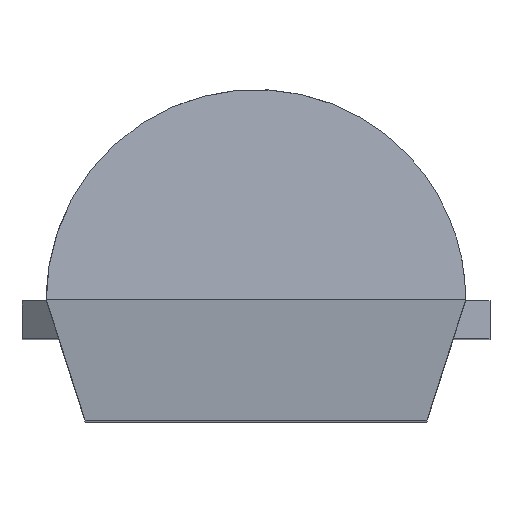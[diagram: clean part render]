
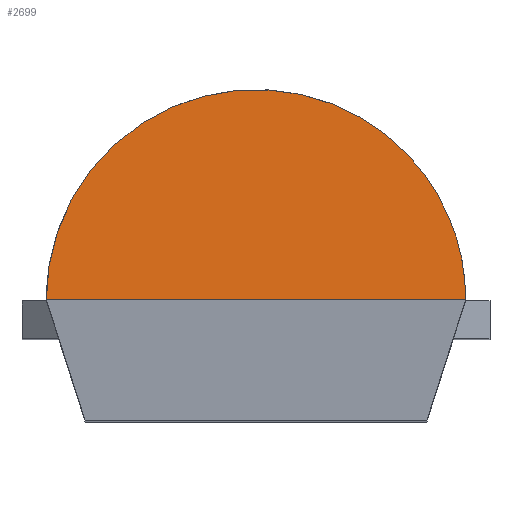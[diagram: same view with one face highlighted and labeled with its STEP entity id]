
A CAD part, top view. The second image highlights one B-rep face of the part: STEP entity #2699.
In plain terms, the highlighted planar face has unit normal (0, 0.08, 0.997).
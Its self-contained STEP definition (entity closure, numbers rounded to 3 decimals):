
#193 = CARTESIAN_POINT ( 'NONE',  ( -2.5, 0., 8. ) ) ;
#488 = CARTESIAN_POINT ( 'NONE',  ( 2.5, 5., 7.6 ) ) ;
#519 = EDGE_LOOP ( 'NONE', ( #3269, #2410 ) ) ;
#527 = EDGE_CURVE ( 'NONE', #2148, #1706, #1671, .T. ) ;
#713 = FACE_OUTER_BOUND ( 'NONE', #519, .T. ) ;
#1031 = CARTESIAN_POINT ( 'NONE',  ( -2.5, 0., 8. ) ) ;
#1245 =( BOUNDED_CURVE ( )  B_SPLINE_CURVE ( 3, ( #1031, #2103, #488, #3172 ),
 .UNSPECIFIED., .F., .T. ) 
 B_SPLINE_CURVE_WITH_KNOTS ( ( 4, 4 ),
 ( 4.712, 7.854 ),
 .UNSPECIFIED. ) 
 CURVE ( )  GEOMETRIC_REPRESENTATION_ITEM ( )  RATIONAL_B_SPLINE_CURVE ( ( 1., 0.333, 0.333, 1. ) ) 
 REPRESENTATION_ITEM ( '' )  );
#1415 = CARTESIAN_POINT ( 'NONE',  ( -2.5, 0., 8. ) ) ;
#1671 = LINE ( 'NONE', #1415, #3017 ) ;
#1692 = AXIS2_PLACEMENT_3D ( 'NONE', #193, #2928, #3444 ) ;
#1706 = VERTEX_POINT ( 'NONE', #1842 ) ;
#1761 = CARTESIAN_POINT ( 'NONE',  ( -2.5, 0., 8. ) ) ;
#1842 = CARTESIAN_POINT ( 'NONE',  ( 2.5, 0., 8. ) ) ;
#2103 = CARTESIAN_POINT ( 'NONE',  ( -2.5, 5., 7.6 ) ) ;
#2148 = VERTEX_POINT ( 'NONE', #1761 ) ;
#2324 = PLANE ( 'NONE',  #1692 ) ;
#2410 = ORIENTED_EDGE ( 'NONE', *, *, #527, .T. ) ;
#2655 = EDGE_CURVE ( 'NONE', #2148, #1706, #1245, .T. ) ;
#2699 = ADVANCED_FACE ( 'NONE', ( #713 ), #2324, .F. ) ;
#2730 = DIRECTION ( 'NONE',  ( 1., 0., 0. ) ) ;
#2928 = DIRECTION ( 'NONE',  ( 0., -0.08, -0.997 ) ) ;
#3017 = VECTOR ( 'NONE', #2730, 1000. ) ;
#3172 = CARTESIAN_POINT ( 'NONE',  ( 2.5, 0., 8. ) ) ;
#3269 = ORIENTED_EDGE ( 'NONE', *, *, #2655, .F. ) ;
#3444 = DIRECTION ( 'NONE',  ( 0., 0.997, -0.08 ) ) ;
